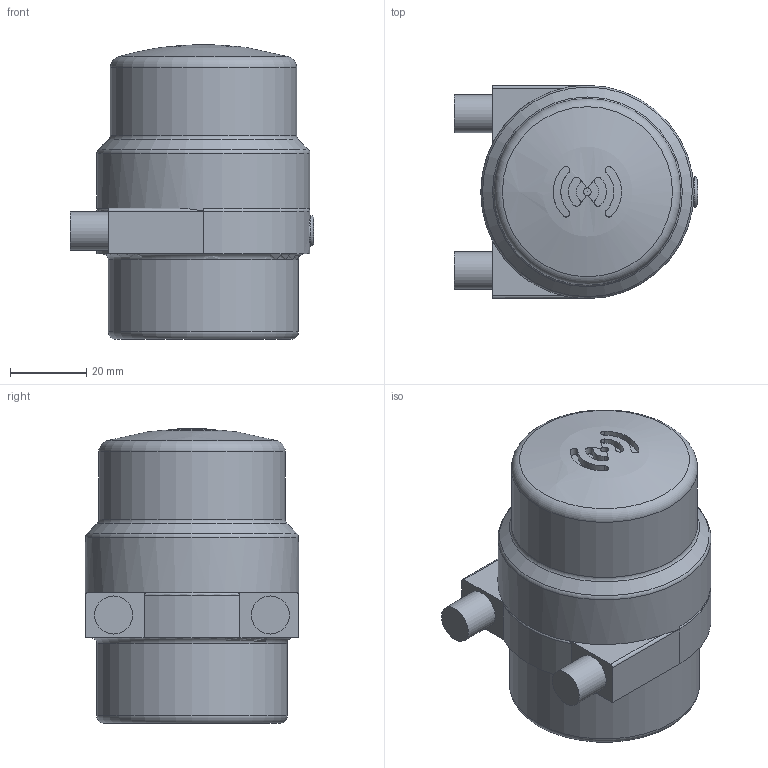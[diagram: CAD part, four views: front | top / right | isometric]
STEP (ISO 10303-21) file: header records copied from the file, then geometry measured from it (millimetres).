
FILE_DESCRIPTION(/* description */ (''),/* implementation_level */ '2;1');
FILE_NAME(/* name */ 'Micron DST Sonar.stp',/* time_stamp */ '2020-05-28T11:16:29+02:00',/* author */ ('Juan Cely'),/* organization */ (''),/* preprocessor_version */ 'ST-DEVELOPER v18',/* originating_system */ 'Autodesk Inventor 2020',/* authorisation */ '');
FILE_SCHEMA (('AUTOMOTIVE_DESIGN { 1 0 10303 214 3 1 1 }'));
Length unit declared in the file: millimetre
Products named in the file (1): Sonar
Bounding box: 64 x 56 x 77.49 mm (x, y, z)
Volume: 164675.1 mm3; surface area: 17966.2 mm2
Topology: 1 solids, 1 shells, 59 faces, 150 edges, 99 vertices
Faces by surface type: cylinder 30, plane 14, torus 7, sphere 6, bspline 1, cone 1
Full cylindrical faces by diameter (mm): 2 x1, 2.75 x1, 8 x1, 10 x2, 49 x1, 50 x1, 56 x1
Entity records: 2315 total; most frequent: CARTESIAN_POINT 826, DIRECTION 311, ORIENTED_EDGE 298, EDGE_CURVE 149, AXIS2_PLACEMENT_3D 132, VERTEX_POINT 99, CIRCLE 73, EDGE_LOOP 66
